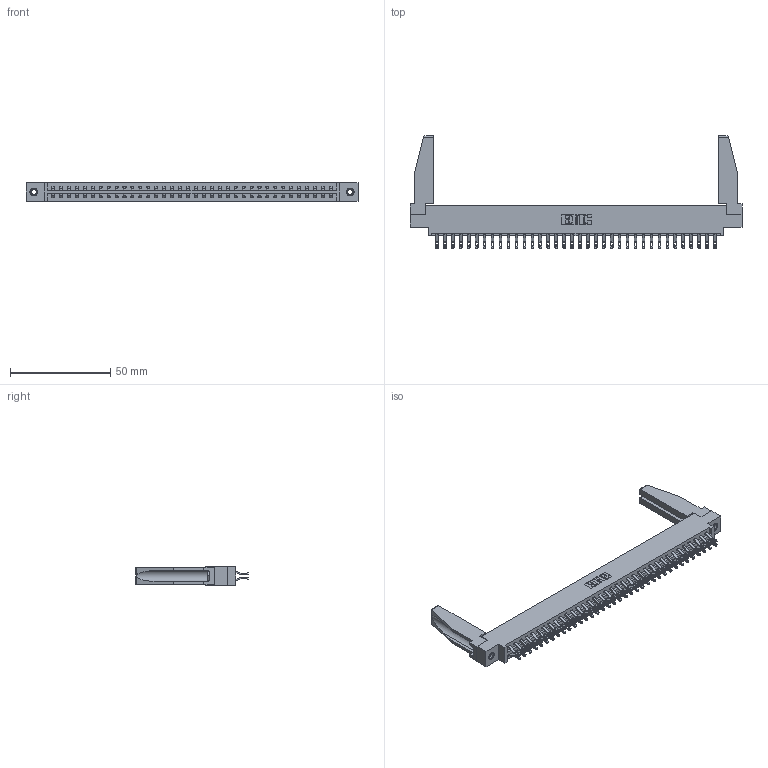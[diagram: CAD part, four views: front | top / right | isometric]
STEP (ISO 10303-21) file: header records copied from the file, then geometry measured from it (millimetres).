
FILE_DESCRIPTION (( 'STEP AP203' ), '1' );
FILE_NAME ('387-072-555-878.STEP', '2019-10-22T00:27:48', ( '' ), ( '' ), 'SwSTEP 2.0', 'SolidWorks 2016', '' );
FILE_SCHEMA (( 'CONFIG_CONTROL_DESIGN' ));
Length unit declared in the file: inch
Products named in the file (5): 337 Part_0.170 Offset - 0.156 Dia-TI; 345-292-001_555 Tail; 307-220-078; 345-250-001_345-250-001-102; 387-072-555-878
Assembly tree (77 placements, depth 2):
  387-072-555-878
    337 Part_0.170 Offset - 0.156 Dia-TI
    345-292-001_555 Tail  x72
    345-250-001_345-250-001-102  x2
    307-220-078  x2
Bounding box: 165.66 x 56.27 x 9.4 mm (x, y, z)
Volume: 21463.2 mm3; surface area: 24416.8 mm2
Topology: 77 solids, 77 shells, 4568 faces, 14261 edges, 9498 vertices
Faces by surface type: plane 2750, cylinder 1802, cone 12, torus 4
Entity records: 31586 total; most frequent: CARTESIAN_POINT 5362, ORIENTED_EDGE 5224, DIRECTION 4548, EDGE_CURVE 2612, VECTOR 2426, LINE 2426, VERTEX_POINT 1736, AXIS2_PLACEMENT_3D 1061
